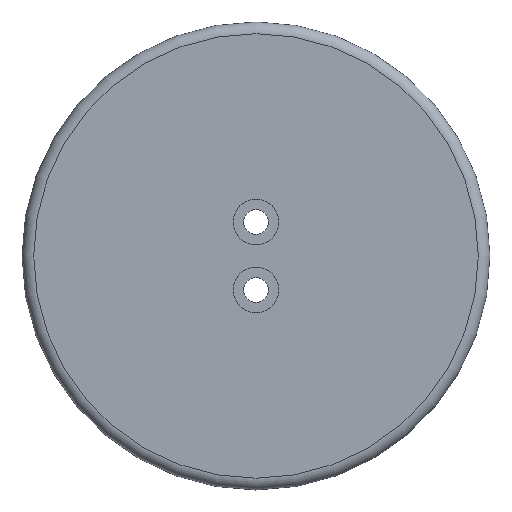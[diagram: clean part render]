
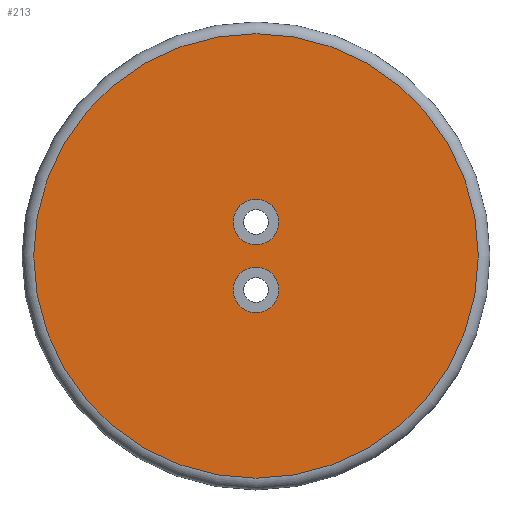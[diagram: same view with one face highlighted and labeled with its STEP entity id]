
A CAD part, top view. The second image highlights one B-rep face of the part: STEP entity #213.
In plain terms, the highlighted planar face has unit normal (0, 0, 1).
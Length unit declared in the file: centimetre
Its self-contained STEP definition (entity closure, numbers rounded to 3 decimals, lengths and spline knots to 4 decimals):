
#109=PLANE('',#225);
#113=VERTEX_POINT('',#282);
#115=VERTEX_POINT('',#287);
#116=VERTEX_POINT('',#289);
#124=CIRCLE('',#223,4.826);
#126=CIRCLE('',#226,0.4953);
#127=CIRCLE('',#227,0.4953);
#135=EDGE_CURVE('',#113,#113,#124,.T.);
#137=EDGE_CURVE('',#115,#115,#126,.T.);
#138=EDGE_CURVE('',#116,#116,#127,.T.);
#148=ORIENTED_EDGE('',*,*,#137,.T.);
#149=ORIENTED_EDGE('',*,*,#138,.T.);
#150=ORIENTED_EDGE('',*,*,#135,.F.);
#170=EDGE_LOOP('',(#148));
#171=EDGE_LOOP('',(#149));
#172=EDGE_LOOP('',(#150));
#192=FACE_BOUND('',#170,.T.);
#193=FACE_BOUND('',#171,.T.);
#194=FACE_BOUND('',#172,.T.);
#213=ADVANCED_FACE('',(#192,#193,#194),#109,.T.);
#223=AXIS2_PLACEMENT_3D('',#281,#244,#245);
#225=AXIS2_PLACEMENT_3D('',#285,#248,$);
#226=AXIS2_PLACEMENT_3D('',#286,#249,#250);
#227=AXIS2_PLACEMENT_3D('',#288,#251,#252);
#244=DIRECTION('',(0.,0.,-1.));
#245=DIRECTION('',(-4.826,0.,0.));
#248=DIRECTION('',(0.,0.,1.));
#249=DIRECTION('',(0.,0.,-1.));
#250=DIRECTION('',(0.495,0.,0.));
#251=DIRECTION('',(0.,0.,-1.));
#252=DIRECTION('',(0.495,0.,0.));
#281=CARTESIAN_POINT('',(-0.65,4.,1.2382));
#282=CARTESIAN_POINT('',(4.176,4.,1.2382));
#285=CARTESIAN_POINT('',(-0.65,4.,1.2382));
#286=CARTESIAN_POINT('',(-0.65,3.2634,1.2382));
#287=CARTESIAN_POINT('',(-0.1547,3.2634,1.2382));
#288=CARTESIAN_POINT('',(-0.65,4.7366,1.2382));
#289=CARTESIAN_POINT('',(-0.1547,4.7366,1.2382));
